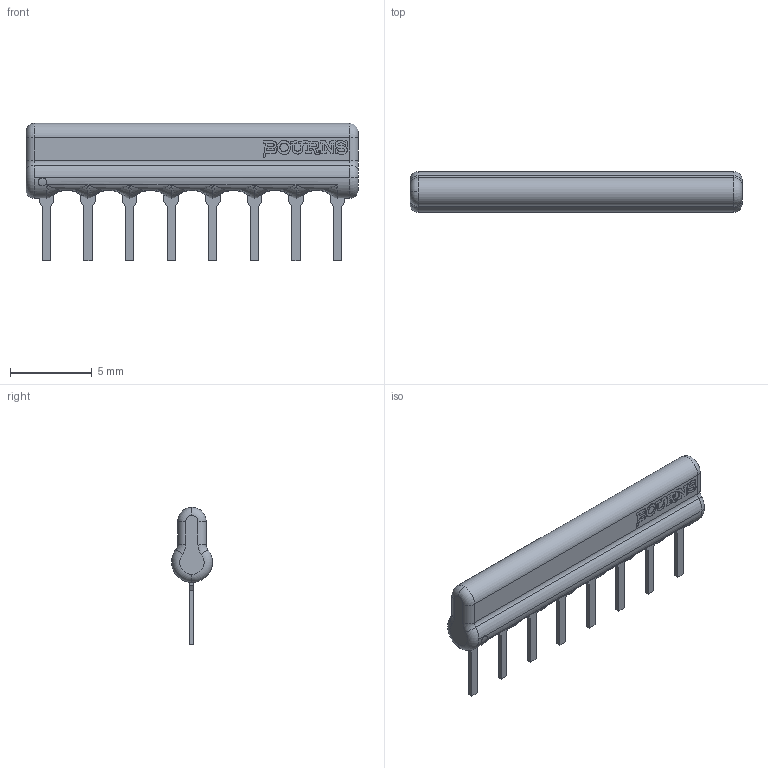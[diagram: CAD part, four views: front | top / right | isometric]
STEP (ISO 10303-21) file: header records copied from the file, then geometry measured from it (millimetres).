
FILE_DESCRIPTION (( 'STEP AP214' ), '1' );
FILE_NAME ('4608X-101-332LF.STEP', '2022-10-09T02:55:55', ( '' ), ( '' ), 'SwSTEP 2.0', 'SolidWorks 2022', '' );
FILE_SCHEMA (( 'AUTOMOTIVE_DESIGN' ));
Length unit declared in the file: millimetre
Products named in the file (1): 4608X-101-332LF
Bounding box: 20.27 x 2.5 x 8.38 mm (x, y, z)
Volume: 165.5 mm3; surface area: 307 mm2
Topology: 9 solids, 9 shells, 337 faces, 838 edges, 502 vertices
Faces by surface type: plane 151, bspline 121, torus 40, cylinder 25
Entity records: 13324 total; most frequent: CARTESIAN_POINT 4011, ORIENTED_EDGE 1620, DIRECTION 1112, EDGE_CURVE 810, VERTEX_POINT 502, VECTOR 450, LINE 450, EDGE_LOOP 348
